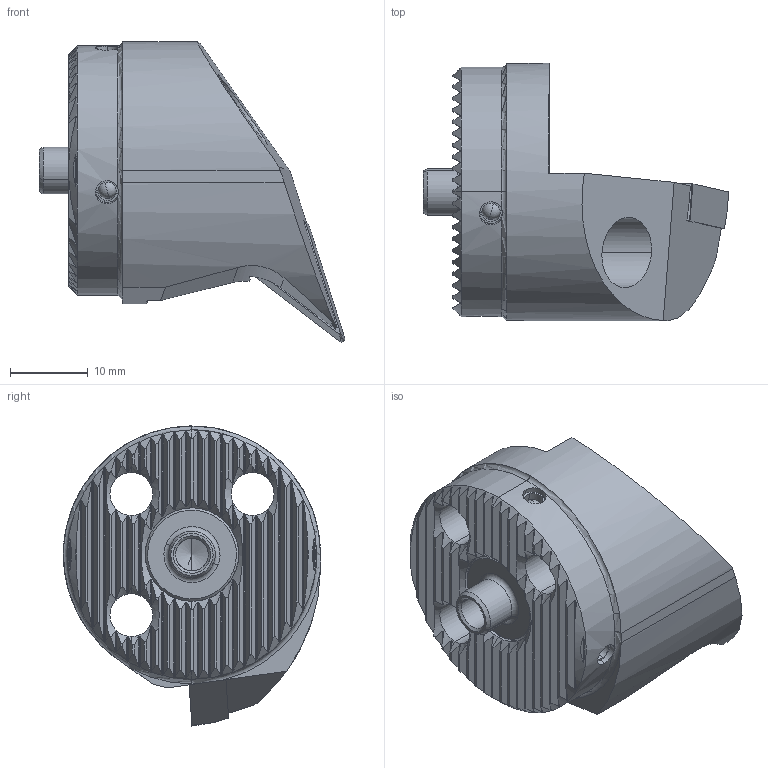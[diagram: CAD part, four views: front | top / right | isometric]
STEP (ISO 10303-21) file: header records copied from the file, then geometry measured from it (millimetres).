
FILE_DESCRIPTION (( 'STEP AP214' ), '1' );
FILE_NAME ('WK2.BVF.RQB.035.STEP', '2020-09-16T11:33:20', ( '' ), ( '' ), 'SwSTEP 2.0', 'SolidWorks 2017', '' );
FILE_SCHEMA (( 'AUTOMOTIVE_DESIGN' ));
Length unit declared in the file: millimetre
Products named in the file (7): WKX-ER1.004.005_A_PreviewCfg; WK2-ER1.001.012_A_Fertigbearbeitung; VBMT160404; WCB-ER2.001.009_A; WK2.BVF.RQB.035; KVT_MB_600_030; WK2-BVF.RQB.035_A_Fertigbearbeitung
Assembly tree (8 placements, depth 2):
  WK2.BVF.RQB.035
    WK2-BVF.RQB.035_A_Fertigbearbeitung
    KVT_MB_600_030  x2
    VBMT160404
    WCB-ER2.001.009_A
    WKX-ER1.004.005_A_PreviewCfg  x2
    WK2-ER1.001.012_A_Fertigbearbeitung
Bounding box: 39.2 x 32.99 x 38.5 mm (x, y, z)
Volume: 13837.1 mm3; surface area: 7927.8 mm2
Topology: 10 solids, 10 shells, 529 faces, 1409 edges, 888 vertices
Faces by surface type: plane 200, cylinder 185, cone 110, torus 14, bspline 14, sphere 6
Entity records: 17214 total; most frequent: CARTESIAN_POINT 5602, ORIENTED_EDGE 2570, DIRECTION 2063, EDGE_CURVE 1285, VERTEX_POINT 825, AXIS2_PLACEMENT_3D 794, EDGE_LOOP 506, ADVANCED_FACE 480
